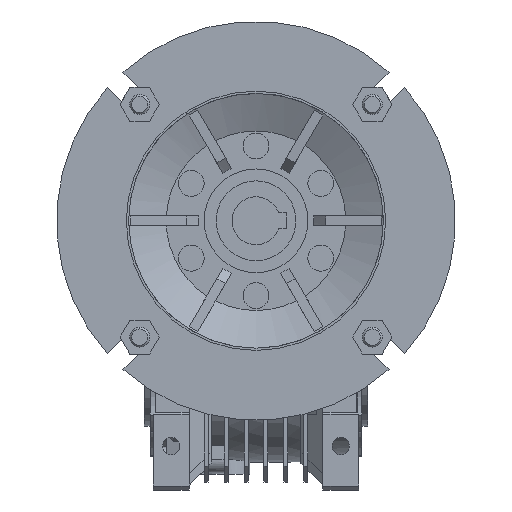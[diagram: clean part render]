
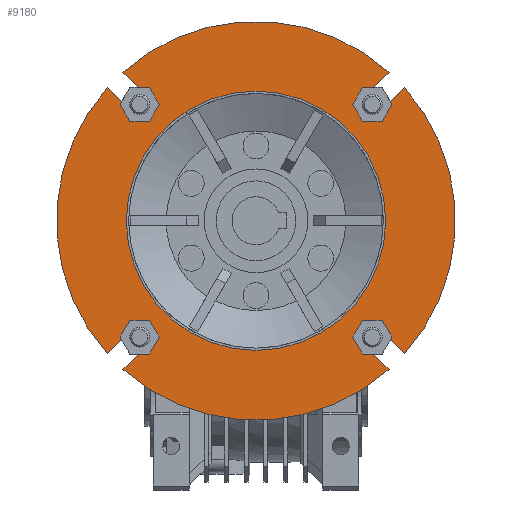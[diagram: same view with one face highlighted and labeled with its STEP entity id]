
A CAD part, front view. The second image highlights one B-rep face of the part: STEP entity #9180.
In plain terms, the highlighted face is planar.
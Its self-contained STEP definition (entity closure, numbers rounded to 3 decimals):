
#9180=ADVANCED_FACE('',(#18049,#18051),#18053,.F.);
#18049=FACE_BOUND('',#18050,.T.);
#18050=EDGE_LOOP('',(#24799,#24800,#24801,#24802,#24803,#24804,#24805,#24806,#24807,
#24808,#24809,#24810,#24811,#24812,#24813,#24814));
#18051=FACE_BOUND('',#18052,.T.);
#18052=EDGE_LOOP('',(#24815));
#18053=PLANE('',#18054);
#18054=AXIS2_PLACEMENT_3D('',#18055,#18056,#18057);
#18055=CARTESIAN_POINT('',(28.,100.,0.));
#18056=DIRECTION('',(-1.,0.,0.));
#18057=DIRECTION('',(0.,0.,1.));
#24799=ORIENTED_EDGE('',*,*,#28331,.F.);
#24800=ORIENTED_EDGE('',*,*,#28332,.T.);
#24801=ORIENTED_EDGE('',*,*,#28333,.T.);
#24802=ORIENTED_EDGE('',*,*,#28334,.T.);
#24803=ORIENTED_EDGE('',*,*,#28335,.F.);
#24804=ORIENTED_EDGE('',*,*,#28336,.T.);
#24805=ORIENTED_EDGE('',*,*,#28337,.T.);
#24806=ORIENTED_EDGE('',*,*,#28338,.T.);
#24807=ORIENTED_EDGE('',*,*,#28339,.F.);
#24808=ORIENTED_EDGE('',*,*,#28340,.T.);
#24809=ORIENTED_EDGE('',*,*,#28341,.T.);
#24810=ORIENTED_EDGE('',*,*,#28342,.T.);
#24811=ORIENTED_EDGE('',*,*,#28343,.F.);
#24812=ORIENTED_EDGE('',*,*,#28344,.T.);
#24813=ORIENTED_EDGE('',*,*,#28345,.T.);
#24814=ORIENTED_EDGE('',*,*,#28346,.T.);
#24815=ORIENTED_EDGE('',*,*,#28347,.F.);
#28331=EDGE_CURVE('',#33302,#33303,#33304,.F.);
#28332=EDGE_CURVE('',#33302,#33305,#33306,.T.);
#28333=EDGE_CURVE('',#33305,#33307,#33308,.T.);
#28334=EDGE_CURVE('',#33307,#33309,#33310,.T.);
#28335=EDGE_CURVE('',#33311,#33309,#33312,.F.);
#28336=EDGE_CURVE('',#33311,#33313,#33314,.T.);
#28337=EDGE_CURVE('',#33313,#33315,#33316,.T.);
#28338=EDGE_CURVE('',#33315,#33317,#33318,.T.);
#28339=EDGE_CURVE('',#33319,#33317,#33320,.F.);
#28340=EDGE_CURVE('',#33319,#33321,#33322,.T.);
#28341=EDGE_CURVE('',#33321,#33323,#33324,.T.);
#28342=EDGE_CURVE('',#33323,#33325,#33326,.T.);
#28343=EDGE_CURVE('',#33327,#33325,#33328,.F.);
#28344=EDGE_CURVE('',#33327,#33329,#33330,.T.);
#28345=EDGE_CURVE('',#33329,#33331,#33332,.T.);
#28346=EDGE_CURVE('',#33331,#33303,#33333,.T.);
#28347=EDGE_CURVE('',#33334,#33334,#33335,.T.);
#33302=VERTEX_POINT('',#47044);
#33303=VERTEX_POINT('',#47045);
#33304=CIRCLE('',#47046,5.5);
#33305=VERTEX_POINT('',#47050);
#33306=LINE('',#47051,#47052);
#33307=VERTEX_POINT('',#47054);
#33308=CIRCLE('',#47055,100.);
#33309=VERTEX_POINT('',#47059);
#33310=LINE('',#47060,#47061);
#33311=VERTEX_POINT('',#47063);
#33312=CIRCLE('',#47064,5.5);
#33313=VERTEX_POINT('',#47068);
#33314=LINE('',#47069,#47070);
#33315=VERTEX_POINT('',#47072);
#33316=CIRCLE('',#47073,100.);
#33317=VERTEX_POINT('',#47077);
#33318=LINE('',#47078,#47079);
#33319=VERTEX_POINT('',#47081);
#33320=CIRCLE('',#47082,5.5);
#33321=VERTEX_POINT('',#47086);
#33322=LINE('',#47087,#47088);
#33323=VERTEX_POINT('',#47090);
#33324=CIRCLE('',#47091,100.);
#33325=VERTEX_POINT('',#47095);
#33326=LINE('',#47096,#47097);
#33327=VERTEX_POINT('',#47099);
#33328=CIRCLE('',#47100,5.5);
#33329=VERTEX_POINT('',#47104);
#33330=LINE('',#47105,#47106);
#33331=VERTEX_POINT('',#47108);
#33332=CIRCLE('',#47109,100.);
#33333=LINE('',#47113,#47114);
#33334=VERTEX_POINT('',#47116);
#33335=CIRCLE('',#47117,65.);
#47044=CARTESIAN_POINT('',(28.,54.447,62.225));
#47045=CARTESIAN_POINT('',(28.,62.225,54.447));
#47046=AXIS2_PLACEMENT_3D('',#47047,#47048,#47049);
#47047=CARTESIAN_POINT('',(28.,58.336,58.336));
#47048=DIRECTION('',(-1.,0.,0.));
#47049=DIRECTION('',(0.,0.707,-0.707));
#47050=CARTESIAN_POINT('',(28.,66.715,74.493));
#47051=CARTESIAN_POINT('',(28.,54.447,62.225));
#47052=VECTOR('',#47053,1.);
#47053=DIRECTION('',(0.,0.707,0.707));
#47054=CARTESIAN_POINT('',(28.,-66.715,74.493));
#47055=AXIS2_PLACEMENT_3D('',#47056,#47057,#47058);
#47056=CARTESIAN_POINT('',(28.,0.,0.));
#47057=DIRECTION('',(1.,0.,-0.));
#47058=DIRECTION('',(0.,0.667,0.745));
#47059=CARTESIAN_POINT('',(28.,-54.447,62.225));
#47060=CARTESIAN_POINT('',(28.,-66.715,74.493));
#47061=VECTOR('',#47062,1.);
#47062=DIRECTION('',(0.,0.707,-0.707));
#47063=CARTESIAN_POINT('',(28.,-62.225,54.447));
#47064=AXIS2_PLACEMENT_3D('',#47065,#47066,#47067);
#47065=CARTESIAN_POINT('',(28.,-58.336,58.336));
#47066=DIRECTION('',(-1.,0.,0.));
#47067=DIRECTION('',(0.,0.707,0.707));
#47068=CARTESIAN_POINT('',(28.,-74.493,66.715));
#47069=CARTESIAN_POINT('',(28.,-62.225,54.447));
#47070=VECTOR('',#47071,1.);
#47071=DIRECTION('',(0.,-0.707,0.707));
#47072=CARTESIAN_POINT('',(28.,-74.493,-66.715));
#47073=AXIS2_PLACEMENT_3D('',#47074,#47075,#47076);
#47074=CARTESIAN_POINT('',(28.,0.,0.));
#47075=DIRECTION('',(1.,0.,-0.));
#47076=DIRECTION('',(0.,-0.745,0.667));
#47077=CARTESIAN_POINT('',(28.,-62.225,-54.447));
#47078=CARTESIAN_POINT('',(28.,-74.493,-66.715));
#47079=VECTOR('',#47080,1.);
#47080=DIRECTION('',(0.,0.707,0.707));
#47081=CARTESIAN_POINT('',(28.,-54.447,-62.225));
#47082=AXIS2_PLACEMENT_3D('',#47083,#47084,#47085);
#47083=CARTESIAN_POINT('',(28.,-58.336,-58.336));
#47084=DIRECTION('',(-1.,0.,0.));
#47085=DIRECTION('',(0.,-0.707,0.707));
#47086=CARTESIAN_POINT('',(28.,-66.715,-74.493));
#47087=CARTESIAN_POINT('',(28.,-54.447,-62.225));
#47088=VECTOR('',#47089,1.);
#47089=DIRECTION('',(0.,-0.707,-0.707));
#47090=CARTESIAN_POINT('',(28.,66.715,-74.493));
#47091=AXIS2_PLACEMENT_3D('',#47092,#47093,#47094);
#47092=CARTESIAN_POINT('',(28.,0.,0.));
#47093=DIRECTION('',(1.,-0.,0.));
#47094=DIRECTION('',(0.,-0.667,-0.745));
#47095=CARTESIAN_POINT('',(28.,54.447,-62.225));
#47096=CARTESIAN_POINT('',(28.,66.715,-74.493));
#47097=VECTOR('',#47098,1.);
#47098=DIRECTION('',(0.,-0.707,0.707));
#47099=CARTESIAN_POINT('',(28.,62.225,-54.447));
#47100=AXIS2_PLACEMENT_3D('',#47101,#47102,#47103);
#47101=CARTESIAN_POINT('',(28.,58.336,-58.336));
#47102=DIRECTION('',(-1.,0.,0.));
#47103=DIRECTION('',(0.,-0.707,-0.707));
#47104=CARTESIAN_POINT('',(28.,74.493,-66.715));
#47105=CARTESIAN_POINT('',(28.,62.225,-54.447));
#47106=VECTOR('',#47107,1.);
#47107=DIRECTION('',(0.,0.707,-0.707));
#47108=CARTESIAN_POINT('',(28.,74.493,66.715));
#47109=AXIS2_PLACEMENT_3D('',#47110,#47111,#47112);
#47110=CARTESIAN_POINT('',(28.,0.,0.));
#47111=DIRECTION('',(1.,-0.,0.));
#47112=DIRECTION('',(0.,0.745,-0.667));
#47113=CARTESIAN_POINT('',(28.,74.493,66.715));
#47114=VECTOR('',#47115,1.);
#47115=DIRECTION('',(0.,-0.707,-0.707));
#47116=CARTESIAN_POINT('',(28.,0.,-65.));
#47117=AXIS2_PLACEMENT_3D('',#47118,#47119,#47120);
#47118=CARTESIAN_POINT('',(28.,0.,0.));
#47119=DIRECTION('',(1.,-0.,-0.));
#47120=DIRECTION('',(0.,0.,-1.));
